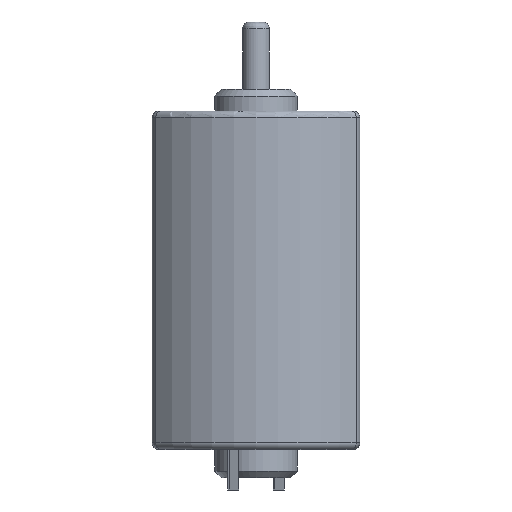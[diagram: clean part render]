
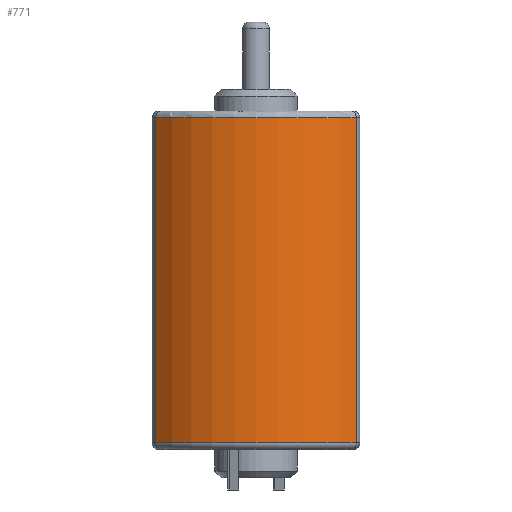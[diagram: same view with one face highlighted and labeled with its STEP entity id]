
A CAD part, left-side view. The second image highlights one B-rep face of the part: STEP entity #771.
In plain terms, the highlighted cylindrical face has radius 10.2 mm (diameter 20.4 mm), a partial arc.
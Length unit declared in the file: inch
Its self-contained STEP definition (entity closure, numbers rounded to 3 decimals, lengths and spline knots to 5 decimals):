
#76=FACE_OUTER_BOUND('',#126,.T.);
#126=EDGE_LOOP('',(#594,#595,#596,#597));
#192=LINE('',#1359,#239);
#193=LINE('',#1363,#240);
#239=VECTOR('',#1053,39.37008);
#240=VECTOR('',#1056,39.37008);
#286=CIRCLE('',#869,0.40157);
#287=CIRCLE('',#870,0.40157);
#368=VERTEX_POINT('',#1357);
#369=VERTEX_POINT('',#1358);
#370=VERTEX_POINT('',#1360);
#371=VERTEX_POINT('',#1362);
#454=EDGE_CURVE('',#368,#369,#192,.T.);
#455=EDGE_CURVE('',#370,#368,#286,.T.);
#456=EDGE_CURVE('',#371,#370,#193,.T.);
#457=EDGE_CURVE('',#369,#371,#287,.T.);
#594=ORIENTED_EDGE('',*,*,#454,.F.);
#595=ORIENTED_EDGE('',*,*,#455,.F.);
#596=ORIENTED_EDGE('',*,*,#456,.F.);
#597=ORIENTED_EDGE('',*,*,#457,.F.);
#744=CYLINDRICAL_SURFACE('',#868,0.40157);
#771=ADVANCED_FACE('',(#76),#744,.T.);
#868=AXIS2_PLACEMENT_3D('',#1356,#1051,#1052);
#869=AXIS2_PLACEMENT_3D('',#1361,#1054,#1055);
#870=AXIS2_PLACEMENT_3D('',#1364,#1057,#1058);
#1051=DIRECTION('center_axis',(0.,0.,1.));
#1052=DIRECTION('ref_axis',(-1.,0.,0.));
#1053=DIRECTION('',(0.,0.,-1.));
#1054=DIRECTION('center_axis',(0.,0.,1.));
#1055=DIRECTION('ref_axis',(-0.681,0.733,0.));
#1056=DIRECTION('',(0.,0.,1.));
#1057=DIRECTION('center_axis',(0.,0.,-1.));
#1058=DIRECTION('ref_axis',(-0.679,-0.734,0.));
#1356=CARTESIAN_POINT('Origin',(0.,0.,-0.49409));
#1357=CARTESIAN_POINT('',(-0.2752,-0.29245,0.47441));
#1358=CARTESIAN_POINT('',(-0.2752,-0.29245,-0.47441));
#1359=CARTESIAN_POINT('',(-0.2752,-0.29245,0.49671));
#1360=CARTESIAN_POINT('',(-0.2752,0.29245,0.47441));
#1361=CARTESIAN_POINT('Origin',(0.,0.,0.47441));
#1362=CARTESIAN_POINT('',(-0.2752,0.29245,-0.47441));
#1363=CARTESIAN_POINT('',(-0.2752,0.29245,0.49671));
#1364=CARTESIAN_POINT('Origin',(0.,0.,-0.47441));
